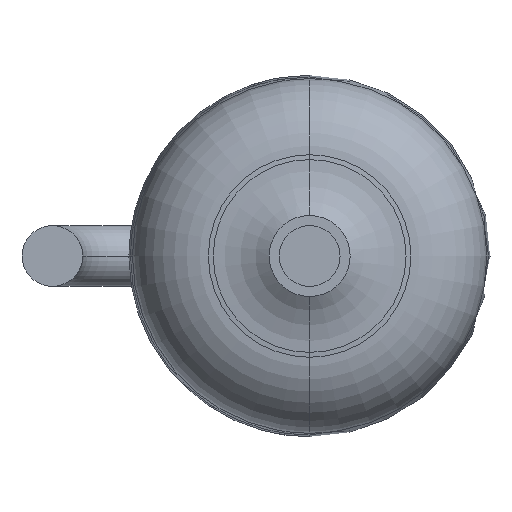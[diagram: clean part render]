
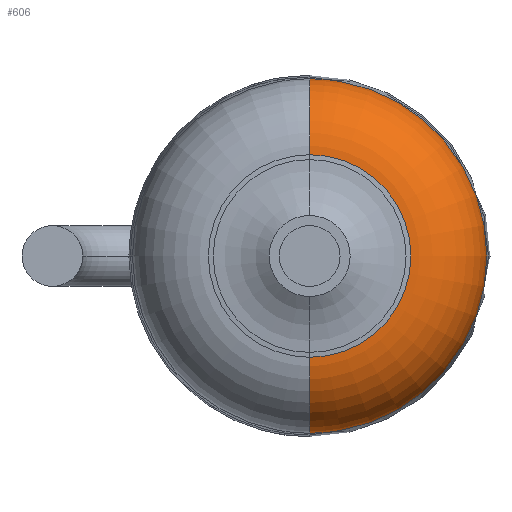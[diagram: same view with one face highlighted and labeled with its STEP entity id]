
A CAD part, front view. The second image highlights one B-rep face of the part: STEP entity #606.
In plain terms, the highlighted toroidal (fillet/blend) face has major radius 0.952 mm and minor radius 0.8 mm.
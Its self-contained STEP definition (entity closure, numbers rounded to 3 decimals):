
#20 = AXIS2_PLACEMENT_3D ( 'NONE', #308, #700, #1481 ) ;
#71 = EDGE_CURVE ( 'NONE', #1352, #1576, #1036, .T. ) ;
#72 = CIRCLE ( 'NONE', #846, 0.8 ) ;
#101 = DIRECTION ( 'NONE',  ( 0., 0., 1. ) ) ;
#119 = AXIS2_PLACEMENT_3D ( 'NONE', #817, #1595, #1972 ) ;
#153 = CARTESIAN_POINT ( 'NONE',  ( 0., -4.5, 0.952 ) ) ;
#178 = DIRECTION ( 'NONE',  ( 0., -1., 0. ) ) ;
#193 = CARTESIAN_POINT ( 'NONE',  ( 0., -3.75, 0. ) ) ;
#267 = CARTESIAN_POINT ( 'NONE',  ( 0., -3.75, 1.75 ) ) ;
#308 = CARTESIAN_POINT ( 'NONE',  ( 0., -3.7, 0. ) ) ;
#371 = ORIENTED_EDGE ( 'NONE', *, *, #71, .F. ) ;
#428 = CIRCLE ( 'NONE', #1627, 0.952 ) ;
#505 = AXIS2_PLACEMENT_3D ( 'NONE', #193, #178, #967 ) ;
#522 = DIRECTION ( 'NONE',  ( 0., 0., 1. ) ) ;
#606 = ADVANCED_FACE ( 'NONE', ( #932 ), #877, .T. ) ;
#700 = DIRECTION ( 'NONE',  ( 0., -1., 0. ) ) ;
#757 = CARTESIAN_POINT ( 'NONE',  ( 0., -3.7, -0.952 ) ) ;
#770 = CARTESIAN_POINT ( 'NONE',  ( 0., -3.75, -1.75 ) ) ;
#771 = DIRECTION ( 'NONE',  ( -1., 0., 0. ) ) ;
#817 = CARTESIAN_POINT ( 'NONE',  ( 0., -3.75, 0. ) ) ;
#845 = CARTESIAN_POINT ( 'NONE',  ( 0., -4.5, 0. ) ) ;
#846 = AXIS2_PLACEMENT_3D ( 'NONE', #1583, #1205, #1008 ) ;
#877 = TOROIDAL_SURFACE ( 'NONE', #20, 0.952, 0.8 ) ;
#932 = FACE_OUTER_BOUND ( 'NONE', #1613, .T. ) ;
#967 = DIRECTION ( 'NONE',  ( 0., 0., -1. ) ) ;
#1008 = DIRECTION ( 'NONE',  ( 0., 0., -1. ) ) ;
#1036 = CIRCLE ( 'NONE', #1194, 0.8 ) ;
#1067 = CIRCLE ( 'NONE', #119, 1.75 ) ;
#1084 = VERTEX_POINT ( 'NONE', #2382 ) ;
#1194 = AXIS2_PLACEMENT_3D ( 'NONE', #757, #771, #522 ) ;
#1201 = ORIENTED_EDGE ( 'NONE', *, *, #1896, .F. ) ;
#1205 = DIRECTION ( 'NONE',  ( 1., 0., 0. ) ) ;
#1350 = ORIENTED_EDGE ( 'NONE', *, *, #2467, .T. ) ;
#1352 = VERTEX_POINT ( 'NONE', #770 ) ;
#1404 = EDGE_CURVE ( 'NONE', #1352, #1084, #1617, .T. ) ;
#1423 = DIRECTION ( 'NONE',  ( 0., -1., 0. ) ) ;
#1481 = DIRECTION ( 'NONE',  ( 0., 0., -1. ) ) ;
#1508 = CARTESIAN_POINT ( 'NONE',  ( 0., -4.5, -0.952 ) ) ;
#1576 = VERTEX_POINT ( 'NONE', #1508 ) ;
#1583 = CARTESIAN_POINT ( 'NONE',  ( 0., -3.7, 0.952 ) ) ;
#1595 = DIRECTION ( 'NONE',  ( 0., -1., 0. ) ) ;
#1613 = EDGE_LOOP ( 'NONE', ( #1350, #1929, #1201, #371, #2219 ) ) ;
#1617 = CIRCLE ( 'NONE', #505, 1.75 ) ;
#1627 = AXIS2_PLACEMENT_3D ( 'NONE', #845, #1423, #101 ) ;
#1667 = VERTEX_POINT ( 'NONE', #267 ) ;
#1701 = EDGE_CURVE ( 'NONE', #1667, #2336, #72, .T. ) ;
#1896 = EDGE_CURVE ( 'NONE', #1576, #2336, #428, .T. ) ;
#1929 = ORIENTED_EDGE ( 'NONE', *, *, #1701, .T. ) ;
#1972 = DIRECTION ( 'NONE',  ( 0., 0., -1. ) ) ;
#2219 = ORIENTED_EDGE ( 'NONE', *, *, #1404, .T. ) ;
#2336 = VERTEX_POINT ( 'NONE', #153 ) ;
#2382 = CARTESIAN_POINT ( 'NONE',  ( 1.75, -3.75, 0. ) ) ;
#2467 = EDGE_CURVE ( 'NONE', #1084, #1667, #1067, .T. ) ;
